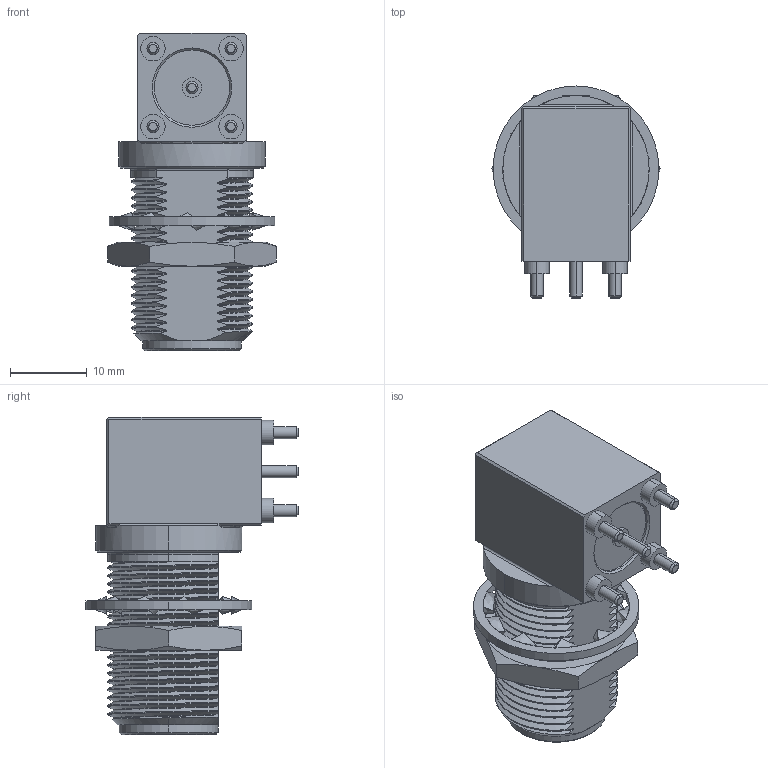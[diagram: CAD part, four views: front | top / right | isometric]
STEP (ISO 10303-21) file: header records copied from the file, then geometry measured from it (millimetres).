
FILE_DESCRIPTION (( 'STEP AP214' ), '1' );
FILE_NAME ('FMCN1380_3D.step', '2025-03-06T15:29:58', ( '' ), ( '' ), 'SwSTEP 2.0', 'SolidWorks 2022', '' );
FILE_SCHEMA (( 'AUTOMOTIVE_DESIGN' ));
Length unit declared in the file: inch
Products named in the file (1): FMCN1380_3D
Bounding box: 22 x 27.64 x 41.27 mm (x, y, z)
Volume: 9097 mm3; surface area: 5132 mm2
Topology: 4 solids, 4 shells, 365 faces, 973 edges, 631 vertices
Faces by surface type: cylinder 123, bspline 108, plane 80, cone 46, torus 8
Entity records: 57470 total; most frequent: CARTESIAN_POINT 49184, ORIENTED_EDGE 1942, DIRECTION 1237, EDGE_CURVE 971, VERTEX_POINT 631, AXIS2_PLACEMENT_3D 452, EDGE_LOOP 386, FACE_OUTER_BOUND 365
